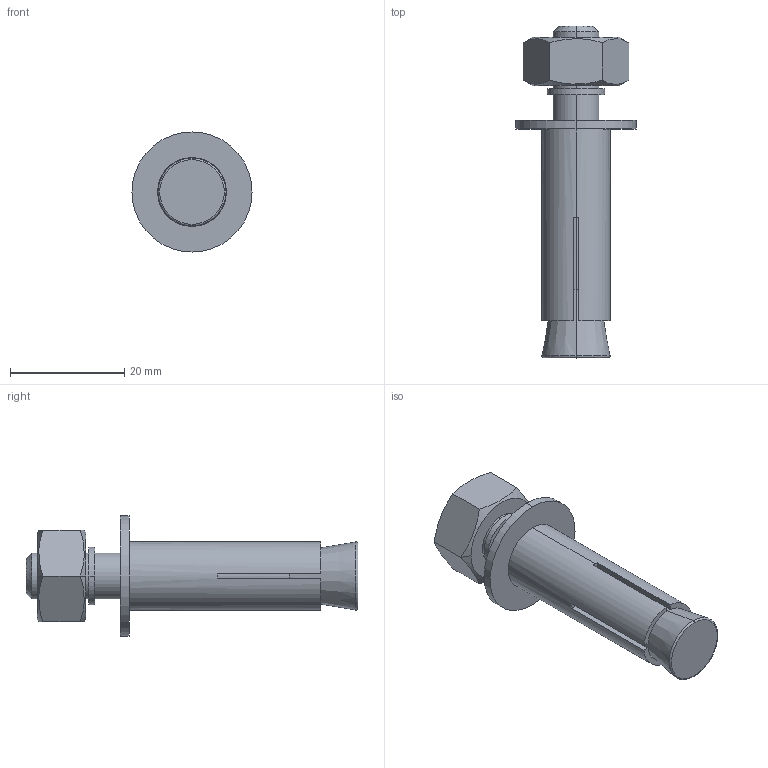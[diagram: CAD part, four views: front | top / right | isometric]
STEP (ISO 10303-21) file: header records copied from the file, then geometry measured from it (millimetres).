
FILE_DESCRIPTION (( 'STEP AP214' ), '1' );
FILE_NAME ('LC-M6X12EXB4P_3D.step', '2024-02-27T18:47:33', ( '' ), ( '' ), 'SwSTEP 2.0', 'SolidWorks 2022', '' );
FILE_SCHEMA (( 'AUTOMOTIVE_DESIGN' ));
Length unit declared in the file: millimetre
Products named in the file (1): LC-M6X12EXB4P_3D
Bounding box: 21 x 58 x 21 mm (x, y, z)
Volume: 6125 mm3; surface area: 5924.2 mm2
Topology: 6 solids, 6 shells, 71 faces, 166 edges, 106 vertices
Faces by surface type: plane 35, cylinder 22, cone 12, torus 2
Entity records: 2239 total; most frequent: CARTESIAN_POINT 480, DIRECTION 370, ORIENTED_EDGE 332, EDGE_CURVE 166, AXIS2_PLACEMENT_3D 148, VERTEX_POINT 106, EDGE_LOOP 78, CIRCLE 76
